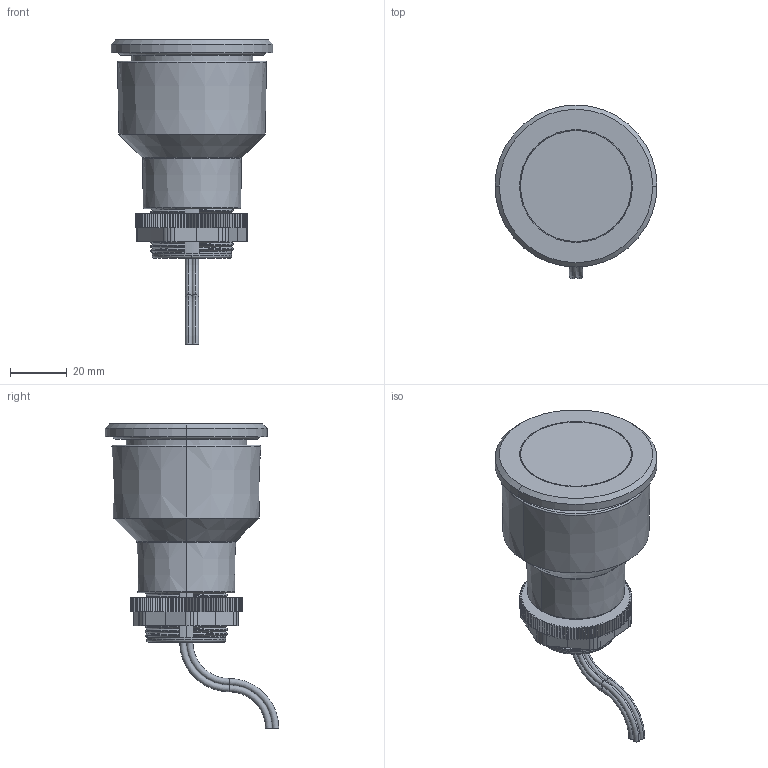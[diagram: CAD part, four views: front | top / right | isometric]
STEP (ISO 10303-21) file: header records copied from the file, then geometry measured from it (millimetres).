
FILE_DESCRIPTION (( 'STEP AP214' ), '1' );
FILE_NAME ('R-3W-KB.STEP', '2019-10-31T18:54:25', ( '' ), ( '' ), 'SwSTEP 2.0', 'SolidWorks 2019', '' );
FILE_SCHEMA (( 'AUTOMOTIVE_DESIGN' ));
Length unit declared in the file: millimetre
Products named in the file (9): R-3W-BZL_FLANGE; R-3W-BZL_ORING; R-3W-SEAL; R-3W_NUT; R-3W-BZL_SLEEVE; R-3W-KB; R-3W-BZL; R-3W-UNIT; R-3W_-Sleeve
Assembly tree (8 placements, depth 3):
  R-3W-KB
    R-3W-BZL
      R-3W-BZL_FLANGE
      R-3W-BZL_ORING
      R-3W-BZL_SLEEVE
    R-3W_-Sleeve
      R-3W-UNIT
      R-3W-SEAL
      R-3W_NUT
Bounding box: 57.15 x 61.19 x 107.28 mm (x, y, z)
Volume: 99836 mm3; surface area: 47981.8 mm2
Topology: 10 solids, 10 shells, 873 faces, 2434 edges, 1582 vertices
Faces by surface type: bspline 380, plane 378, torus 44, cylinder 43, cone 28
Entity records: 52745 total; most frequent: CARTESIAN_POINT 28816, ORIENTED_EDGE 4864, EDGE_CURVE 2432, DIRECTION 2286, VERTEX_POINT 1582, B_SPLINE_CURVE_WITH_KNOTS 1393, EDGE_LOOP 886, FACE_OUTER_BOUND 873
